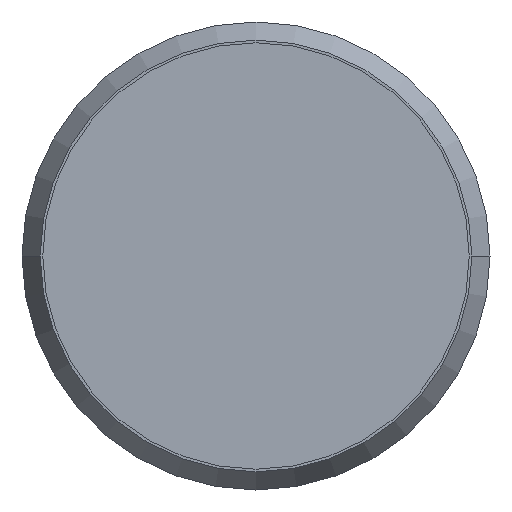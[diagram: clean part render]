
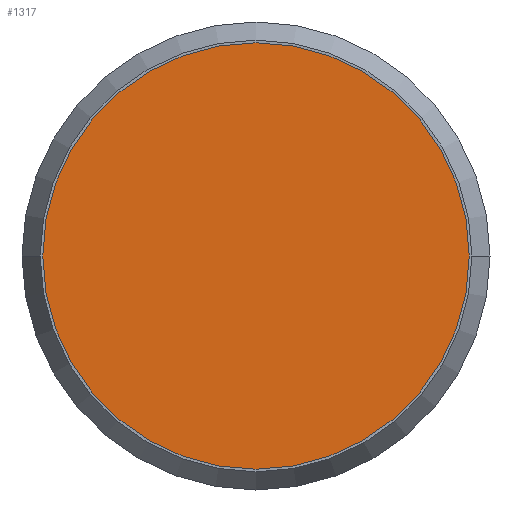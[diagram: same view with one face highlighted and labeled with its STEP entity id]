
A CAD part, front view. The second image highlights one B-rep face of the part: STEP entity #1317.
In plain terms, the highlighted planar face has unit normal (0, -1, 0).
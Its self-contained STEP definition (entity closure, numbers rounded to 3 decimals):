
#425=CARTESIAN_POINT('',(0.,-40.,0.));
#426=DIRECTION('',(0.,-1.,0.));
#427=DIRECTION('',(0.,0.,1.));
#428=AXIS2_PLACEMENT_3D('',#425,#426,#427);
#430=CARTESIAN_POINT('',(0.,-40.,0.));
#431=DIRECTION('',(0.,-1.,0.));
#432=DIRECTION('',(0.,0.,-1.));
#433=AXIS2_PLACEMENT_3D('',#430,#431,#432);
#460=CARTESIAN_POINT('',(0.,-40.,8.2));
#461=CARTESIAN_POINT('',(0.,-40.,-8.2));
#462=VERTEX_POINT('',#460);
#463=VERTEX_POINT('',#461);
#1308=CARTESIAN_POINT('',(0.,-40.,0.));
#1309=DIRECTION('',(0.,-1.,0.));
#1310=DIRECTION('',(0.,0.,1.));
#1311=AXIS2_PLACEMENT_3D('',#1308,#1309,#1310);
#1312=PLANE('',#1311);
#1313=ORIENTED_EDGE('',*,*,#1274,.F.);
#1314=ORIENTED_EDGE('',*,*,#1295,.F.);
#1315=EDGE_LOOP('',(#1313,#1314));
#1316=FACE_OUTER_BOUND('',#1315,.F.);
#1317=ADVANCED_FACE('',(#1316),#1312,.T.);
#429=CIRCLE('',#428,8.2);
#434=CIRCLE('',#433,8.2);
#1274=EDGE_CURVE('',#462,#463,#429,.T.);
#1295=EDGE_CURVE('',#463,#462,#434,.T.);
